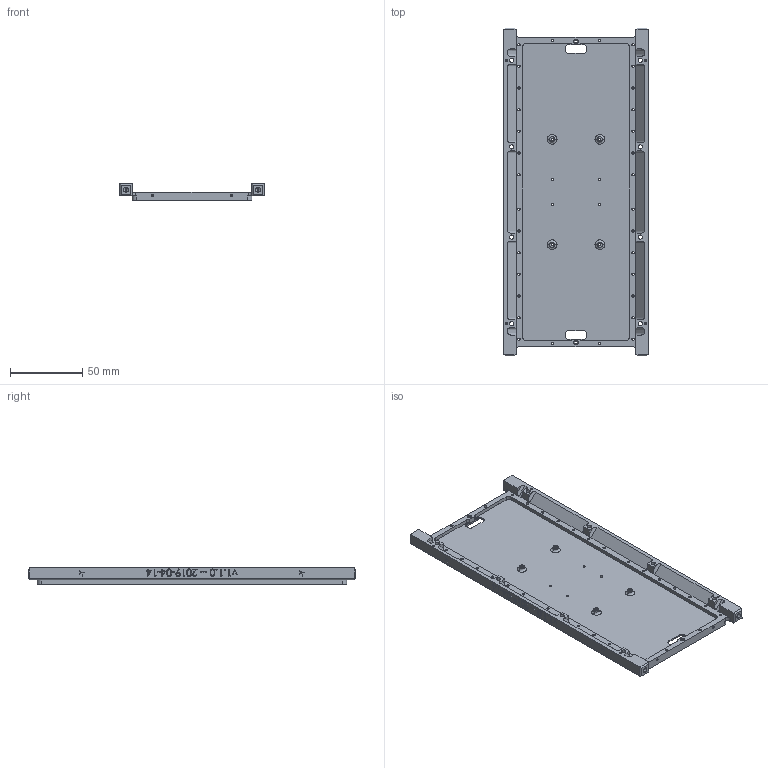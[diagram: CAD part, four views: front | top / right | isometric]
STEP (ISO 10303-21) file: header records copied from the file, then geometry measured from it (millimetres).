
FILE_DESCRIPTION (( 'STEP AP203' ), '1' );
FILE_NAME ('-X_Frame.STEP', '2019-06-03T23:50:28', ( '' ), ( '' ), 'SwSTEP 2.0', 'SolidWorks 2018', '' );
FILE_SCHEMA (( 'CONFIG_CONTROL_DESIGN' ));
Products named in the file (1): -X_Frame
Bounding box: 100 x 227 x 11.5 mm (x, y, z)
Volume: 59159.9 mm3; surface area: 58530.4 mm2
Topology: 1 solids, 1 shells, 930 faces, 2440 edges, 1590 vertices
Faces by surface type: plane 512, cylinder 286, bspline 100, cone 24, torus 8
Entity records: 39143 total; most frequent: CARTESIAN_POINT 16515, ORIENTED_EDGE 4856, DIRECTION 4272, EDGE_CURVE 2428, VERTEX_POINT 1590, VECTOR 1522, LINE 1522, AXIS2_PLACEMENT_3D 1375
